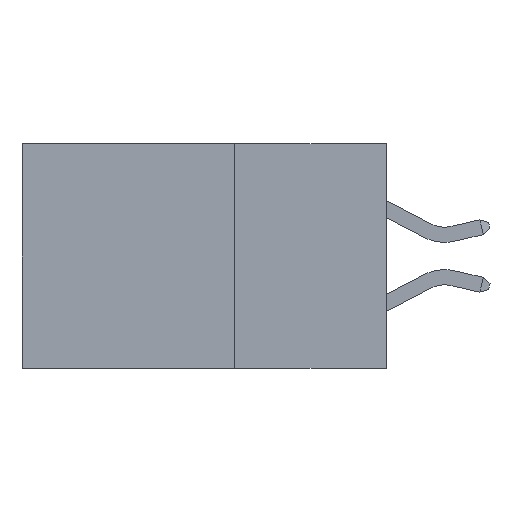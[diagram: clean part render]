
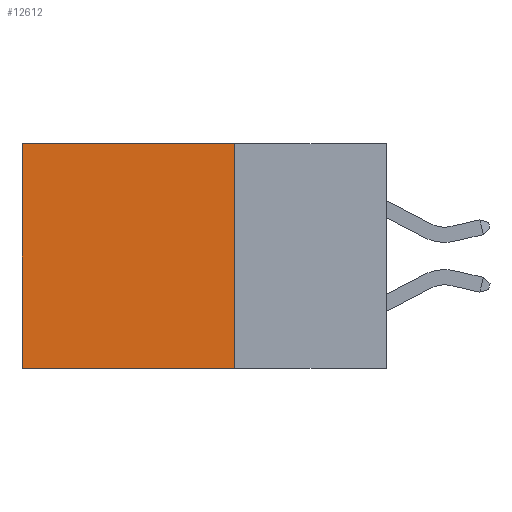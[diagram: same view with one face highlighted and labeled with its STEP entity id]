
A CAD part, left-side view. The second image highlights one B-rep face of the part: STEP entity #12612.
In plain terms, the highlighted planar face has unit normal (-1, 0, 0).
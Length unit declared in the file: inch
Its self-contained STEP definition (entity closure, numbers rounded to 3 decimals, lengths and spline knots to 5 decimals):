
#85 = DIRECTION ( 'NONE',  ( 0., 0., -1. ) ) ;
#1090 = VECTOR ( 'NONE', #19796, 39.37008 ) ;
#1436 = EDGE_CURVE ( 'NONE', #8235, #12907, #15495, .T. ) ;
#1792 = CARTESIAN_POINT ( 'NONE',  ( 0.2615, 0.25, 0. ) ) ;
#2308 = CARTESIAN_POINT ( 'NONE',  ( 0.2615, 0.25, 0. ) ) ;
#3552 = VECTOR ( 'NONE', #18606, 39.37008 ) ;
#4202 = CARTESIAN_POINT ( 'NONE',  ( 0.2615, 0.25, -0.37 ) ) ;
#6360 = VECTOR ( 'NONE', #15863, 39.37008 ) ;
#7169 = VECTOR ( 'NONE', #12413, 39.37008 ) ;
#7721 = LINE ( 'NONE', #15467, #3552 ) ;
#7871 = PLANE ( 'NONE',  #11697 ) ;
#8235 = VERTEX_POINT ( 'NONE', #11016 ) ;
#8911 = ORIENTED_EDGE ( 'NONE', *, *, #9140, .F. ) ;
#9140 = EDGE_CURVE ( 'NONE', #16194, #12116, #7721, .T. ) ;
#9449 = DIRECTION ( 'NONE',  ( 1., 0., 0. ) ) ;
#11016 = CARTESIAN_POINT ( 'NONE',  ( 0.2615, 0.6, 0. ) ) ;
#11572 = ORIENTED_EDGE ( 'NONE', *, *, #17593, .F. ) ;
#11697 = AXIS2_PLACEMENT_3D ( 'NONE', #12502, #9449, #85 ) ;
#12116 = VERTEX_POINT ( 'NONE', #19235 ) ;
#12413 = DIRECTION ( 'NONE',  ( 0., 0., -1. ) ) ;
#12502 = CARTESIAN_POINT ( 'NONE',  ( 0.2615, 0.25, -0.37 ) ) ;
#12612 = ADVANCED_FACE ( 'NONE', ( #19825 ), #7871, .F. ) ;
#12687 = EDGE_CURVE ( 'NONE', #16194, #8235, #14661, .T. ) ;
#12710 = CARTESIAN_POINT ( 'NONE',  ( 0.2615, 0.6, -0.37 ) ) ;
#12907 = VERTEX_POINT ( 'NONE', #16325 ) ;
#13558 = LINE ( 'NONE', #4202, #1090 ) ;
#14661 = LINE ( 'NONE', #1792, #6360 ) ;
#15210 = ORIENTED_EDGE ( 'NONE', *, *, #1436, .T. ) ;
#15467 = CARTESIAN_POINT ( 'NONE',  ( 0.2615, 0.25, -0.37 ) ) ;
#15495 = LINE ( 'NONE', #12710, #7169 ) ;
#15863 = DIRECTION ( 'NONE',  ( 0., 1., 0. ) ) ;
#16170 = EDGE_LOOP ( 'NONE', ( #15210, #11572, #8911, #18248 ) ) ;
#16194 = VERTEX_POINT ( 'NONE', #2308 ) ;
#16325 = CARTESIAN_POINT ( 'NONE',  ( 0.2615, 0.6, -0.37 ) ) ;
#17593 = EDGE_CURVE ( 'NONE', #12116, #12907, #13558, .T. ) ;
#18248 = ORIENTED_EDGE ( 'NONE', *, *, #12687, .T. ) ;
#18606 = DIRECTION ( 'NONE',  ( 0., 0., -1. ) ) ;
#19235 = CARTESIAN_POINT ( 'NONE',  ( 0.2615, 0.25, -0.37 ) ) ;
#19796 = DIRECTION ( 'NONE',  ( 0., 1., 0. ) ) ;
#19825 = FACE_OUTER_BOUND ( 'NONE', #16170, .T. ) ;
